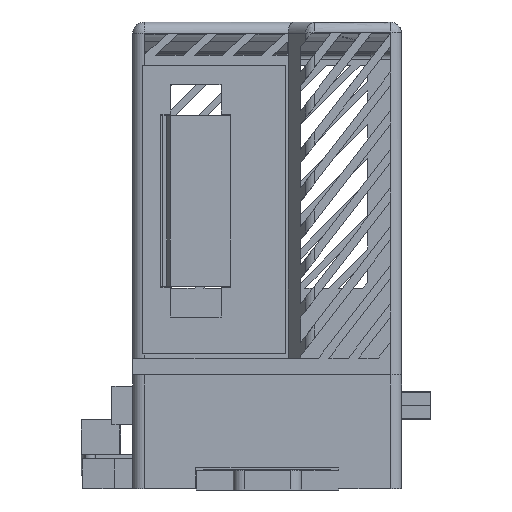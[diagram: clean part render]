
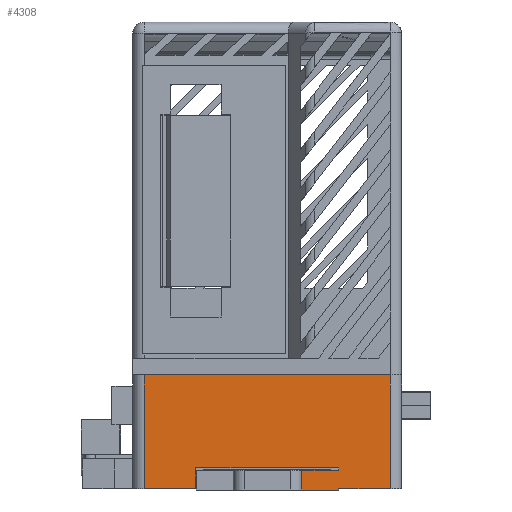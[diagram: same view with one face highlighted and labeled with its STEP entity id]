
A CAD part, front view. The second image highlights one B-rep face of the part: STEP entity #4308.
In plain terms, the highlighted planar face has unit normal (0, -1, 0).
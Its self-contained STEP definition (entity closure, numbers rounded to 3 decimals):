
#17 = DIRECTION ( 'NONE',  ( 0., 0., -1. ) ) ;
#503 = VECTOR ( 'NONE', #21416, 1000. ) ;
#1717 = CARTESIAN_POINT ( 'NONE',  ( 11.25, 0., -20.3 ) ) ;
#2072 = CARTESIAN_POINT ( 'NONE',  ( 11.25, 0., -16.55 ) ) ;
#2400 = FACE_OUTER_BOUND ( 'NONE', #15444, .T. ) ;
#3016 = CARTESIAN_POINT ( 'NONE',  ( 30.161, 0., -20.55 ) ) ;
#4308 = ADVANCED_FACE ( 'NONE', ( #2400 ), #14662, .T. ) ;
#4820 = DIRECTION ( 'NONE',  ( 0., -1., 0. ) ) ;
#5306 = LINE ( 'NONE', #44847, #32387 ) ;
#6954 = EDGE_CURVE ( 'NONE', #20882, #15618, #59323, .T. ) ;
#7707 = CARTESIAN_POINT ( 'NONE',  ( 30.161, 0., -20.55 ) ) ;
#8573 = VECTOR ( 'NONE', #57992, 1000. ) ;
#8827 = ORIENTED_EDGE ( 'NONE', *, *, #16690, .F. ) ;
#9718 = ORIENTED_EDGE ( 'NONE', *, *, #17191, .T. ) ;
#10255 = CARTESIAN_POINT ( 'NONE',  ( 2., 0., 0. ) ) ;
#10595 = CARTESIAN_POINT ( 'NONE',  ( 36.75, 0., -17.05 ) ) ;
#11135 = CARTESIAN_POINT ( 'NONE',  ( 2., 0., -20.3 ) ) ;
#11205 = EDGE_CURVE ( 'NONE', #24387, #18791, #48378, .T. ) ;
#11423 = DIRECTION ( 'NONE',  ( 0., 0., 1. ) ) ;
#11437 = VERTEX_POINT ( 'NONE', #42272 ) ;
#11861 = EDGE_CURVE ( 'NONE', #30257, #34798, #19118, .T. ) ;
#12505 = LINE ( 'NONE', #46333, #503 ) ;
#12671 = DIRECTION ( 'NONE',  ( 0., 0., -1. ) ) ;
#14662 = PLANE ( 'NONE',  #44167 ) ;
#14717 = DIRECTION ( 'NONE',  ( 1., 0., 0. ) ) ;
#15444 = EDGE_LOOP ( 'NONE', ( #37922, #47897, #44873, #46946, #8827, #56981, #53746, #45621, #48541, #57875, #9718, #41019 ) ) ;
#15618 = VERTEX_POINT ( 'NONE', #1717 ) ;
#15643 = LINE ( 'NONE', #7707, #42423 ) ;
#16385 = EDGE_CURVE ( 'NONE', #34798, #11437, #48066, .T. ) ;
#16434 = LINE ( 'NONE', #64215, #28354 ) ;
#16487 = EDGE_CURVE ( 'NONE', #61678, #30257, #48843, .T. ) ;
#16670 = EDGE_CURVE ( 'NONE', #27453, #11437, #5306, .T. ) ;
#16690 = EDGE_CURVE ( 'NONE', #20882, #27453, #30806, .T. ) ;
#16790 = EDGE_CURVE ( 'NONE', #40842, #15618, #58079, .T. ) ;
#16883 = EDGE_CURVE ( 'NONE', #24387, #40842, #32324, .T. ) ;
#17077 = EDGE_CURVE ( 'NONE', #18791, #63440, #12505, .T. ) ;
#17167 = CARTESIAN_POINT ( 'NONE',  ( 2., 0., -20.3 ) ) ;
#17191 = EDGE_CURVE ( 'NONE', #63440, #53474, #15643, .T. ) ;
#17291 = EDGE_CURVE ( 'NONE', #61678, #53474, #16434, .T. ) ;
#18791 = VERTEX_POINT ( 'NONE', #10595 ) ;
#19118 = LINE ( 'NONE', #11135, #44199 ) ;
#20882 = VERTEX_POINT ( 'NONE', #43133 ) ;
#21416 = DIRECTION ( 'NONE',  ( -1., 0., 0. ) ) ;
#23868 = CARTESIAN_POINT ( 'NONE',  ( 36.75, 0., -16.55 ) ) ;
#23898 = CARTESIAN_POINT ( 'NONE',  ( 12.625, 0., -16.55 ) ) ;
#24387 = VERTEX_POINT ( 'NONE', #23868 ) ;
#27453 = VERTEX_POINT ( 'NONE', #10255 ) ;
#28354 = VECTOR ( 'NONE', #49391, 1000. ) ;
#28934 = DIRECTION ( 'NONE',  ( -1., 0., 0. ) ) ;
#30257 = VERTEX_POINT ( 'NONE', #53935 ) ;
#30806 = LINE ( 'NONE', #40063, #55785 ) ;
#32324 = LINE ( 'NONE', #23898, #45519 ) ;
#32387 = VECTOR ( 'NONE', #14717, 1000. ) ;
#34798 = VERTEX_POINT ( 'NONE', #36219 ) ;
#35243 = CARTESIAN_POINT ( 'NONE',  ( 2., 0., -20.3 ) ) ;
#35865 = CARTESIAN_POINT ( 'NONE',  ( 30.161, 0., -17.05 ) ) ;
#36219 = CARTESIAN_POINT ( 'NONE',  ( 46., 0., -20.3 ) ) ;
#36664 = CARTESIAN_POINT ( 'NONE',  ( 46., 0., -20.3 ) ) ;
#37922 = ORIENTED_EDGE ( 'NONE', *, *, #16487, .T. ) ;
#38049 = DIRECTION ( 'NONE',  ( 0., 0., -1. ) ) ;
#40063 = CARTESIAN_POINT ( 'NONE',  ( 2., 0., -20.3 ) ) ;
#40228 = DIRECTION ( 'NONE',  ( 0., 0., -1. ) ) ;
#40842 = VERTEX_POINT ( 'NONE', #2072 ) ;
#41019 = ORIENTED_EDGE ( 'NONE', *, *, #17291, .F. ) ;
#41380 = VECTOR ( 'NONE', #57283, 1000. ) ;
#42012 = DIRECTION ( 'NONE',  ( 1., 0., 0. ) ) ;
#42272 = CARTESIAN_POINT ( 'NONE',  ( 46., 0., 0. ) ) ;
#42423 = VECTOR ( 'NONE', #38049, 1000. ) ;
#43133 = CARTESIAN_POINT ( 'NONE',  ( 2., 0., -20.3 ) ) ;
#44167 = AXIS2_PLACEMENT_3D ( 'NONE', #35243, #4820, #40228 ) ;
#44199 = VECTOR ( 'NONE', #42012, 1000. ) ;
#44847 = CARTESIAN_POINT ( 'NONE',  ( 2., 0., 0. ) ) ;
#44873 = ORIENTED_EDGE ( 'NONE', *, *, #16385, .T. ) ;
#45042 = DIRECTION ( 'NONE',  ( 0., 0., 1. ) ) ;
#45519 = VECTOR ( 'NONE', #28934, 1000. ) ;
#45621 = ORIENTED_EDGE ( 'NONE', *, *, #16883, .F. ) ;
#46333 = CARTESIAN_POINT ( 'NONE',  ( 36.786, 0., -17.05 ) ) ;
#46768 = VECTOR ( 'NONE', #17, 1000. ) ;
#46946 = ORIENTED_EDGE ( 'NONE', *, *, #16670, .F. ) ;
#47466 = CARTESIAN_POINT ( 'NONE',  ( 11.25, 0., -16.55 ) ) ;
#47897 = ORIENTED_EDGE ( 'NONE', *, *, #11861, .T. ) ;
#48066 = LINE ( 'NONE', #36664, #61296 ) ;
#48378 = LINE ( 'NONE', #65208, #46768 ) ;
#48541 = ORIENTED_EDGE ( 'NONE', *, *, #11205, .T. ) ;
#48843 = LINE ( 'NONE', #52998, #8573 ) ;
#49391 = DIRECTION ( 'NONE',  ( -1., 0., 0. ) ) ;
#52998 = CARTESIAN_POINT ( 'NONE',  ( 36.786, 0., -20.55 ) ) ;
#53474 = VERTEX_POINT ( 'NONE', #3016 ) ;
#53746 = ORIENTED_EDGE ( 'NONE', *, *, #16790, .F. ) ;
#53935 = CARTESIAN_POINT ( 'NONE',  ( 36.786, 0., -20.3 ) ) ;
#54990 = VECTOR ( 'NONE', #12671, 1000. ) ;
#55785 = VECTOR ( 'NONE', #45042, 1000. ) ;
#56981 = ORIENTED_EDGE ( 'NONE', *, *, #6954, .T. ) ;
#57283 = DIRECTION ( 'NONE',  ( 1., 0., 0. ) ) ;
#57875 = ORIENTED_EDGE ( 'NONE', *, *, #17077, .T. ) ;
#57992 = DIRECTION ( 'NONE',  ( 0., 0., 1. ) ) ;
#58079 = LINE ( 'NONE', #47466, #54990 ) ;
#59323 = LINE ( 'NONE', #17167, #41380 ) ;
#61296 = VECTOR ( 'NONE', #11423, 1000. ) ;
#61678 = VERTEX_POINT ( 'NONE', #62939 ) ;
#62939 = CARTESIAN_POINT ( 'NONE',  ( 36.786, 0., -20.55 ) ) ;
#63440 = VERTEX_POINT ( 'NONE', #35865 ) ;
#64215 = CARTESIAN_POINT ( 'NONE',  ( 36.786, 0., -20.55 ) ) ;
#65208 = CARTESIAN_POINT ( 'NONE',  ( 36.75, 0., -16.55 ) ) ;
